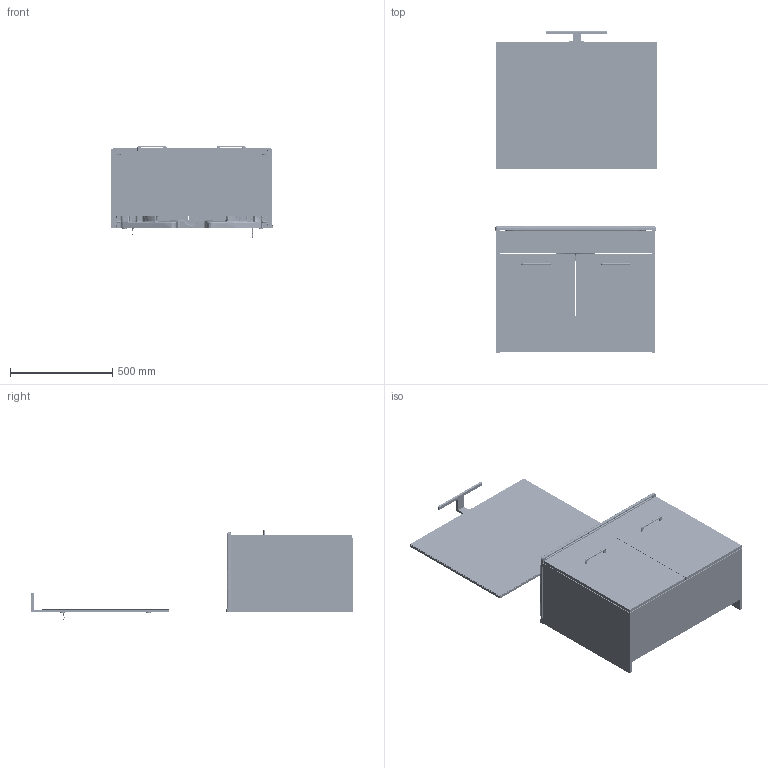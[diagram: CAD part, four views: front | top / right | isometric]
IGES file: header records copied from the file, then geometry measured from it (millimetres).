
Start section: SolidWorks IGES file using analytic representation for surfaces
Global section: file name: 67071+67073 Mia Set, 80 cm, Kapaklý, (Lavabo Dolabý, Düz Ayna), Parlak.IGS; native system: SolidWorks 2021; preprocessor: SolidWorks 2021; author: baturhan.konar; date: 220615.084712; units: millimetre
Bounding box: 791.94 x 1568 x 451.01 mm (x, y, z)
Surface area: 5858965.7 mm2 (no closed solid volume)
Topology: 0 solids, 0 shells, 12693 faces, 125528 edges, 125268 vertices
Faces by surface type: bspline 8386, revolution 4307
